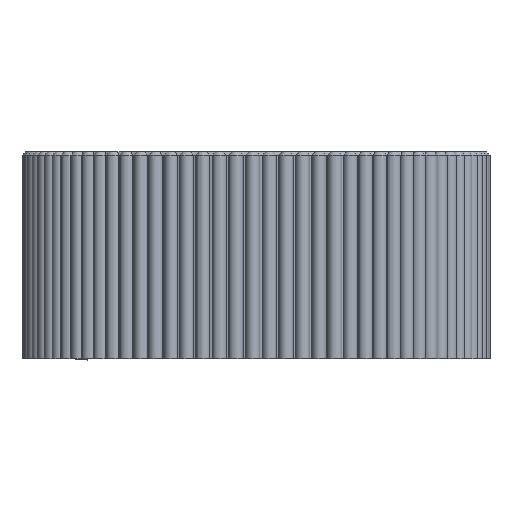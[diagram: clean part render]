
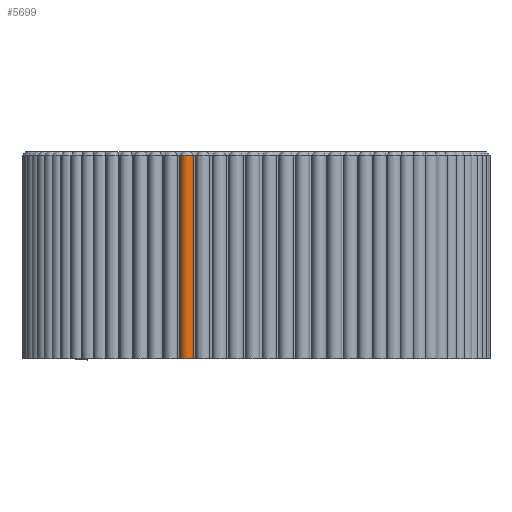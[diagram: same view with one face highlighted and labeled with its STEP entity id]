
A CAD part, left-side view. The second image highlights one B-rep face of the part: STEP entity #5699.
In plain terms, the highlighted cylindrical face has radius 0.428 mm (diameter 0.856 mm), a partial arc.
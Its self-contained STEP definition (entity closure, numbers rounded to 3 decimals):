
#429=FACE_OUTER_BOUND('',#806,.T.);
#806=EDGE_LOOP('',(#4540,#4541,#4542,#4543));
#1042=CIRCLE('',#5994,0.428);
#1346=CIRCLE('',#6469,0.428);
#1720=LINE('',#10929,#1905);
#1721=LINE('',#10933,#1906);
#1905=VECTOR('',#8018,10.);
#1906=VECTOR('',#8023,10.);
#2140=VERTEX_POINT('',#9302);
#2142=VERTEX_POINT('',#9313);
#2444=VERTEX_POINT('',#10927);
#2445=VERTEX_POINT('',#10931);
#2730=EDGE_CURVE('',#2140,#2142,#1042,.T.);
#3203=EDGE_CURVE('',#2444,#2140,#1720,.T.);
#3204=EDGE_CURVE('',#2444,#2445,#1346,.T.);
#3205=EDGE_CURVE('',#2445,#2142,#1721,.T.);
#4540=ORIENTED_EDGE('',*,*,#2730,.F.);
#4541=ORIENTED_EDGE('',*,*,#3203,.F.);
#4542=ORIENTED_EDGE('',*,*,#3204,.T.);
#4543=ORIENTED_EDGE('',*,*,#3205,.T.);
#5345=CYLINDRICAL_SURFACE('',#6468,0.428);
#5699=ADVANCED_FACE('',(#429),#5345,.T.);
#5994=AXIS2_PLACEMENT_3D('',#9314,#7035,#7036);
#6468=AXIS2_PLACEMENT_3D('',#10930,#8019,#8020);
#6469=AXIS2_PLACEMENT_3D('',#10932,#8021,#8022);
#7035=DIRECTION('center_axis',(0.,0.,1.));
#7036=DIRECTION('ref_axis',(-0.309,-0.951,0.));
#8018=DIRECTION('',(0.,0.,1.));
#8019=DIRECTION('center_axis',(0.,0.,1.));
#8020=DIRECTION('ref_axis',(-0.952,0.306,0.));
#8021=DIRECTION('center_axis',(0.,0.,1.));
#8022=DIRECTION('ref_axis',(0.309,0.951,0.));
#8023=DIRECTION('',(0.,0.,1.));
#9302=CARTESIAN_POINT('',(-12.715,4.536,11.9));
#9313=CARTESIAN_POINT('',(-12.977,3.721,11.9));
#9314=CARTESIAN_POINT('Origin',(-12.852,4.131,11.9));
#10927=CARTESIAN_POINT('',(-12.715,4.536,-0.2));
#10929=CARTESIAN_POINT('',(-12.715,4.536,0.));
#10930=CARTESIAN_POINT('Origin',(-12.852,4.131,0.));
#10931=CARTESIAN_POINT('',(-12.977,3.721,-0.2));
#10932=CARTESIAN_POINT('Origin',(-12.852,4.131,-0.2));
#10933=CARTESIAN_POINT('',(-12.977,3.721,0.));
